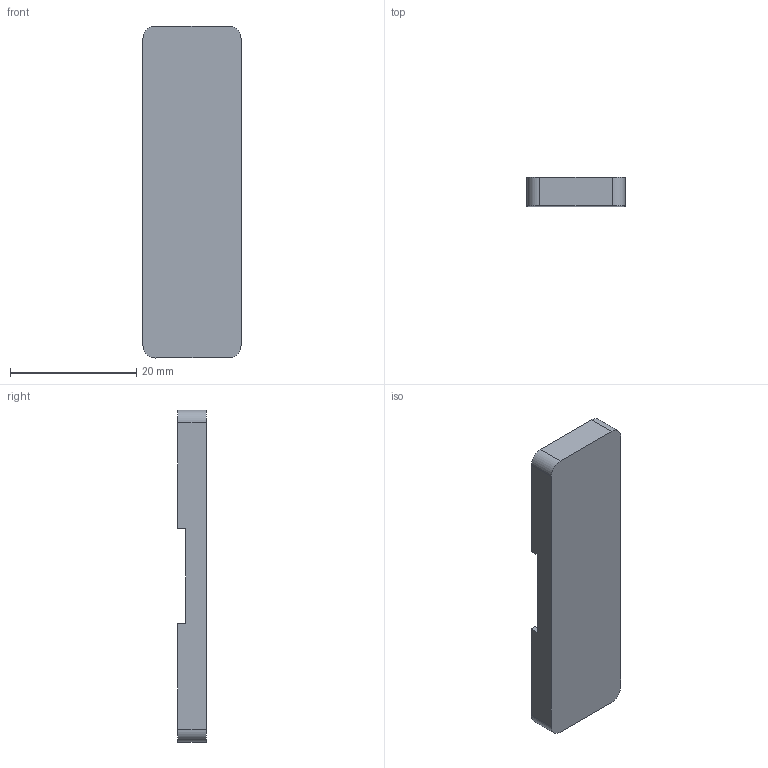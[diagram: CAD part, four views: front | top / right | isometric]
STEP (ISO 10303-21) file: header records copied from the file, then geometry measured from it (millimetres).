
FILE_DESCRIPTION(/* description */ (''),/* implementation_level */ '2;1');
FILE_NAME(/* name */ 'key_short_v2.step',/* time_stamp */ '2025-05-10T23:49:04+01:00',/* author */ (''),/* organization */ (''),/* preprocessor_version */ 'ST-DEVELOPER v20.1',/* originating_system */ 'Autodesk Translation Framework v14.4.0.0',/* authorisation */ '');
FILE_SCHEMA (('AUTOMOTIVE_DESIGN { 1 0 10303 214 3 1 1 }'));
Length unit declared in the file: millimetre
Products named in the file (1): key_short_v2
Bounding box: 15.5 x 4.5 x 52.5 mm (x, y, z)
Volume: 1279.4 mm3; surface area: 2731.6 mm2
Topology: 1 solids, 1 shells, 106 faces, 264 edges, 172 vertices
Faces by surface type: plane 94, cylinder 12
Entity records: 3137 total; most frequent: CARTESIAN_POINT 543, ORIENTED_EDGE 528, DIRECTION 510, EDGE_CURVE 264, LINE 232, VECTOR 232, VERTEX_POINT 172, AXIS2_PLACEMENT_3D 139
